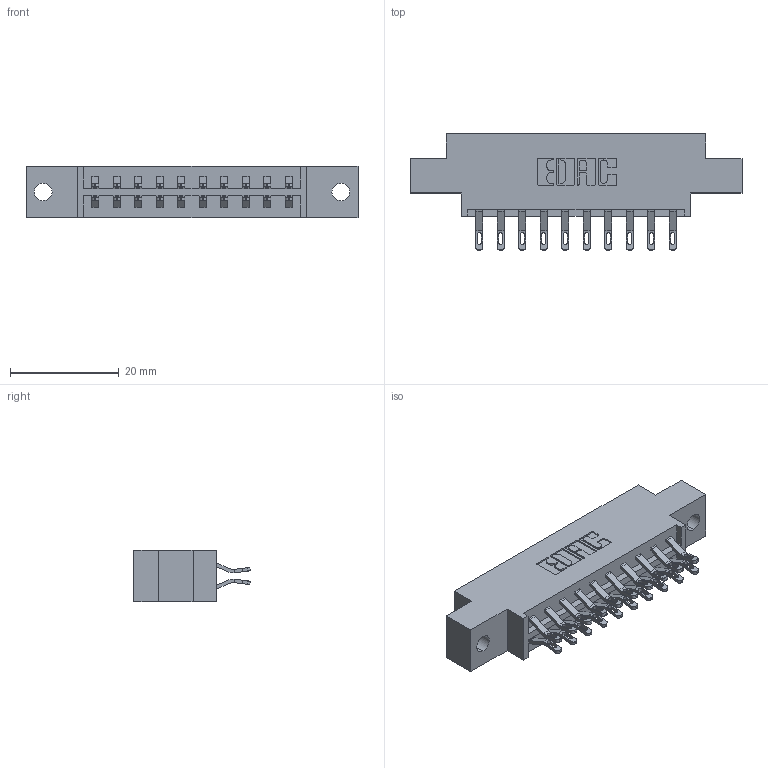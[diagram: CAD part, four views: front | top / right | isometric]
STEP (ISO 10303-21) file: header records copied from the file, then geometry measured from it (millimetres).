
FILE_DESCRIPTION (( 'STEP AP203' ), '1' );
FILE_NAME ('833-020-555-802.STEP', '2020-06-01T13:42:19', ( '' ), ( '' ), 'SwSTEP 2.0', 'SolidWorks 2020', '' );
FILE_SCHEMA (( 'CONFIG_CONTROL_DESIGN' ));
Length unit declared in the file: inch
Products named in the file (3): 833-020-555-802; 833 Part_Offset - .128 Dia; 345-292-001_555 Tail
Assembly tree (21 placements, depth 2):
  833-020-555-802
    833 Part_Offset - .128 Dia
    345-292-001_555 Tail  x20
Bounding box: 61.16 x 21.47 x 9.4 mm (x, y, z)
Volume: 5738.7 mm3; surface area: 6605.2 mm2
Topology: 21 solids, 21 shells, 1278 faces, 3983 edges, 2654 vertices
Faces by surface type: plane 754, cylinder 524
Entity records: 11033 total; most frequent: CARTESIAN_POINT 1904, ORIENTED_EDGE 1810, DIRECTION 1653, EDGE_CURVE 905, LINE 757, VECTOR 757, VERTEX_POINT 602, AXIS2_PLACEMENT_3D 448
